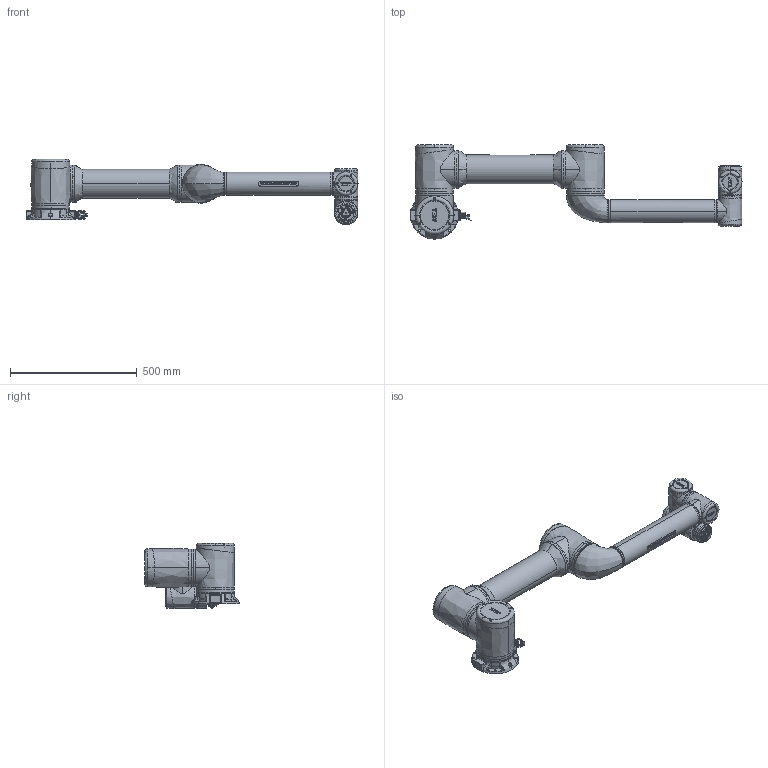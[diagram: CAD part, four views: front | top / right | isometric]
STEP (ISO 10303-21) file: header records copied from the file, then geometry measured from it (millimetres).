
FILE_DESCRIPTION (( 'STEP AP214' ), '1' );
FILE_NAME ('Zu 12 se.STEP', '2021-09-06T08:08:27', ( 'Jiaxin' ), ( '' ), 'SwSTEP 2.0', 'SolidWorks 2016', '' );
FILE_SCHEMA (( 'AUTOMOTIVE_DESIGN' ));
Length unit declared in the file: millimetre
Products named in the file (10): Zu 12 02_默认; Zu 12 01_默认; Zu 12 00_默认; Zu 12 se; se_02_默认; Zu 12; Zu 12 06_默认; Zu 12 05_默认; Zu 12 04_默认; Zu 12 03_默认
Assembly tree (9 placements, depth 3):
  Zu 12 se
    Zu 12
      Zu 12 00_默认
      Zu 12 01_默认
      Zu 12 02_默认
      Zu 12 03_默认
      Zu 12 04_默认
      Zu 12 05_默认
      Zu 12 06_默认
    se_02_默认
Bounding box: 1310.68 x 372.15 x 258.1 mm (x, y, z)
Volume: 23433856.5 mm3; surface area: 1261709.5 mm2
Topology: 20 solids, 32 shells, 2546 faces, 6592 edges, 4215 vertices
Faces by surface type: plane 1103, cylinder 781, bspline 315, cone 254, torus 92, sphere 1
Entity records: 115057 total; most frequent: CARTESIAN_POINT 41443, ORIENTED_EDGE 12846, DIRECTION 12143, EDGE_CURVE 6518, AXIS2_PLACEMENT_3D 4319, VERTEX_POINT 4215, LINE 3505, VECTOR 3505
